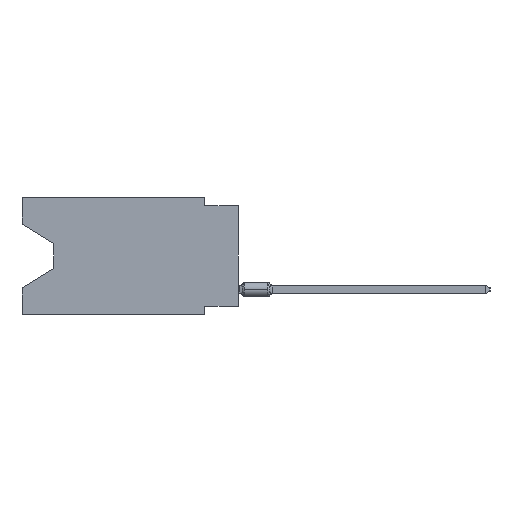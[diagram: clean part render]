
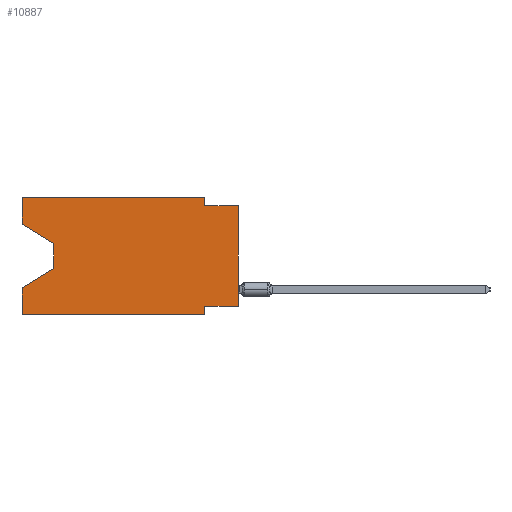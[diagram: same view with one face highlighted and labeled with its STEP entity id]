
A CAD part, left-side view. The second image highlights one B-rep face of the part: STEP entity #10887.
In plain terms, the highlighted planar face has unit normal (-1, 0, 0).
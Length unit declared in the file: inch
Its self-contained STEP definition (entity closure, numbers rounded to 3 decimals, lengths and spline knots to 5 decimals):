
#138 = LINE ( 'NONE', #69911, #52880 ) ;
#152 = CARTESIAN_POINT ( 'NONE',  ( 0., 0.645, -0.26975 ) ) ;
#1180 = VECTOR ( 'NONE', #62027, 39.37008 ) ;
#3960 = VECTOR ( 'NONE', #41938, 39.37008 ) ;
#4641 = VERTEX_POINT ( 'NONE', #71114 ) ;
#5102 = VERTEX_POINT ( 'NONE', #63363 ) ;
#5580 = LINE ( 'NONE', #46998, #13925 ) ;
#7358 = DIRECTION ( 'NONE',  ( 0., 0.855, -0.519 ) ) ;
#7460 = LINE ( 'NONE', #34045, #47033 ) ;
#8338 = EDGE_CURVE ( 'NONE', #30429, #45319, #7460, .T. ) ;
#8348 = DIRECTION ( 'NONE',  ( 0., 0., -1. ) ) ;
#8743 = EDGE_CURVE ( 'NONE', #87860, #8816, #5580, .T. ) ;
#8816 = VERTEX_POINT ( 'NONE', #152 ) ;
#9108 = VECTOR ( 'NONE', #57792, 39.37008 ) ;
#9267 = ORIENTED_EDGE ( 'NONE', *, *, #54844, .F. ) ;
#10090 = DIRECTION ( 'NONE',  ( 0., -1., 0. ) ) ;
#10887 = ADVANCED_FACE ( 'NONE', ( #28302 ), #48151, .F. ) ;
#11915 = EDGE_CURVE ( 'NONE', #39374, #45319, #71329, .T. ) ;
#13582 = CARTESIAN_POINT ( 'NONE',  ( 0., 0.1, -0.35 ) ) ;
#13824 = CARTESIAN_POINT ( 'NONE',  ( 0., 0., -0.325 ) ) ;
#13908 = CARTESIAN_POINT ( 'NONE',  ( 0., 0.645, 0. ) ) ;
#13925 = VECTOR ( 'NONE', #7358, 39.37008 ) ;
#15474 = ORIENTED_EDGE ( 'NONE', *, *, #8743, .T. ) ;
#15507 = LINE ( 'NONE', #63262, #41030 ) ;
#16973 = LINE ( 'NONE', #30500, #78333 ) ;
#18492 = AXIS2_PLACEMENT_3D ( 'NONE', #13908, #54023, #81461 ) ;
#20678 = CARTESIAN_POINT ( 'NONE',  ( 0., 0.55, -0.138 ) ) ;
#20770 = CARTESIAN_POINT ( 'NONE',  ( 0., 0.645, 0. ) ) ;
#23173 = DIRECTION ( 'NONE',  ( 0., 0., -1. ) ) ;
#24520 = DIRECTION ( 'NONE',  ( 0., 0., 1. ) ) ;
#26969 = CARTESIAN_POINT ( 'NONE',  ( 0., 0., 0. ) ) ;
#27356 = EDGE_CURVE ( 'NONE', #46060, #30429, #75526, .T. ) ;
#28302 = FACE_OUTER_BOUND ( 'NONE', #87100, .T. ) ;
#29643 = VECTOR ( 'NONE', #24520, 39.37008 ) ;
#29859 = VERTEX_POINT ( 'NONE', #78767 ) ;
#30429 = VERTEX_POINT ( 'NONE', #80315 ) ;
#30500 = CARTESIAN_POINT ( 'NONE',  ( 0., 0.1, 0. ) ) ;
#31265 = LINE ( 'NONE', #79009, #29643 ) ;
#32071 = VERTEX_POINT ( 'NONE', #20678 ) ;
#32409 = DIRECTION ( 'NONE',  ( 0., 0., 1. ) ) ;
#33360 = CARTESIAN_POINT ( 'NONE',  ( 0., 0.55, -0.212 ) ) ;
#34045 = CARTESIAN_POINT ( 'NONE',  ( 0., 0.1, -0.35 ) ) ;
#36072 = LINE ( 'NONE', #20770, #3960 ) ;
#36175 = LINE ( 'NONE', #44712, #9108 ) ;
#38107 = VERTEX_POINT ( 'NONE', #82622 ) ;
#38534 = EDGE_CURVE ( 'NONE', #5102, #46572, #57680, .T. ) ;
#39374 = VERTEX_POINT ( 'NONE', #60114 ) ;
#41030 = VECTOR ( 'NONE', #23173, 39.37008 ) ;
#41938 = DIRECTION ( 'NONE',  ( 0., 0., 1. ) ) ;
#44211 = EDGE_CURVE ( 'NONE', #38107, #29859, #36072, .T. ) ;
#44304 = CARTESIAN_POINT ( 'NONE',  ( 0., 0.645, -0.35 ) ) ;
#44455 = DIRECTION ( 'NONE',  ( 0., 0., -1. ) ) ;
#44593 = CARTESIAN_POINT ( 'NONE',  ( 0., 0., -0.025 ) ) ;
#44712 = CARTESIAN_POINT ( 'NONE',  ( 0., 0.645, -0.08025 ) ) ;
#45319 = VERTEX_POINT ( 'NONE', #13582 ) ;
#46060 = VERTEX_POINT ( 'NONE', #59794 ) ;
#46084 = ORIENTED_EDGE ( 'NONE', *, *, #11915, .T. ) ;
#46572 = VERTEX_POINT ( 'NONE', #70357 ) ;
#46998 = CARTESIAN_POINT ( 'NONE',  ( 0., 0.55, -0.212 ) ) ;
#47033 = VECTOR ( 'NONE', #8348, 39.37008 ) ;
#48151 = PLANE ( 'NONE',  #18492 ) ;
#49534 = EDGE_CURVE ( 'NONE', #38107, #32071, #36175, .T. ) ;
#51018 = ORIENTED_EDGE ( 'NONE', *, *, #44211, .F. ) ;
#51174 = EDGE_CURVE ( 'NONE', #4641, #5102, #16973, .T. ) ;
#52880 = VECTOR ( 'NONE', #84327, 39.37008 ) ;
#54023 = DIRECTION ( 'NONE',  ( 1., 0., 0. ) ) ;
#54844 = EDGE_CURVE ( 'NONE', #29859, #4641, #138, .T. ) ;
#56774 = EDGE_CURVE ( 'NONE', #46060, #46572, #67060, .T. ) ;
#57680 = LINE ( 'NONE', #44593, #88108 ) ;
#57792 = DIRECTION ( 'NONE',  ( 0., -0.855, -0.519 ) ) ;
#59083 = ORIENTED_EDGE ( 'NONE', *, *, #83796, .T. ) ;
#59794 = CARTESIAN_POINT ( 'NONE',  ( 0., 0., -0.325 ) ) ;
#60114 = CARTESIAN_POINT ( 'NONE',  ( 0., 0.645, -0.35 ) ) ;
#60128 = VECTOR ( 'NONE', #32409, 39.37008 ) ;
#60134 = ORIENTED_EDGE ( 'NONE', *, *, #85202, .F. ) ;
#61415 = ORIENTED_EDGE ( 'NONE', *, *, #49534, .T. ) ;
#62027 = DIRECTION ( 'NONE',  ( 0., 1., 0. ) ) ;
#63262 = CARTESIAN_POINT ( 'NONE',  ( 0., 0.55, -0.138 ) ) ;
#63363 = CARTESIAN_POINT ( 'NONE',  ( 0., 0.1, -0.025 ) ) ;
#67060 = LINE ( 'NONE', #26969, #60128 ) ;
#67213 = ORIENTED_EDGE ( 'NONE', *, *, #27356, .F. ) ;
#69911 = CARTESIAN_POINT ( 'NONE',  ( 0., 0.645, 0. ) ) ;
#70357 = CARTESIAN_POINT ( 'NONE',  ( 0., 0., -0.025 ) ) ;
#71114 = CARTESIAN_POINT ( 'NONE',  ( 0., 0.1, 0. ) ) ;
#71329 = LINE ( 'NONE', #44304, #83160 ) ;
#71889 = ORIENTED_EDGE ( 'NONE', *, *, #56774, .T. ) ;
#71986 = ORIENTED_EDGE ( 'NONE', *, *, #38534, .F. ) ;
#75526 = LINE ( 'NONE', #13824, #1180 ) ;
#78333 = VECTOR ( 'NONE', #44455, 39.37008 ) ;
#78767 = CARTESIAN_POINT ( 'NONE',  ( 0., 0.645, 0. ) ) ;
#79009 = CARTESIAN_POINT ( 'NONE',  ( 0., 0.645, 0. ) ) ;
#80315 = CARTESIAN_POINT ( 'NONE',  ( 0., 0.1, -0.325 ) ) ;
#81461 = DIRECTION ( 'NONE',  ( 0., 0., -1. ) ) ;
#82622 = CARTESIAN_POINT ( 'NONE',  ( 0., 0.645, -0.08025 ) ) ;
#83160 = VECTOR ( 'NONE', #10090, 39.37008 ) ;
#83796 = EDGE_CURVE ( 'NONE', #32071, #87860, #15507, .T. ) ;
#84327 = DIRECTION ( 'NONE',  ( 0., -1., 0. ) ) ;
#85140 = DIRECTION ( 'NONE',  ( 0., -1., 0. ) ) ;
#85202 = EDGE_CURVE ( 'NONE', #39374, #8816, #31265, .T. ) ;
#85571 = ORIENTED_EDGE ( 'NONE', *, *, #51174, .F. ) ;
#86809 = ORIENTED_EDGE ( 'NONE', *, *, #8338, .F. ) ;
#87100 = EDGE_LOOP ( 'NONE', ( #61415, #59083, #15474, #60134, #46084, #86809, #67213, #71889, #71986, #85571, #9267, #51018 ) ) ;
#87860 = VERTEX_POINT ( 'NONE', #33360 ) ;
#88108 = VECTOR ( 'NONE', #85140, 39.37008 ) ;
